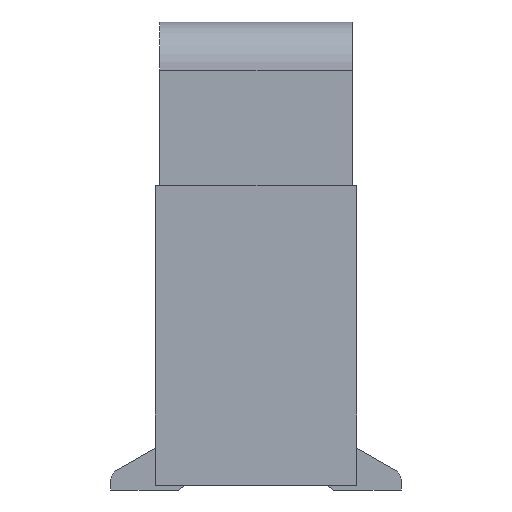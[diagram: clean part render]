
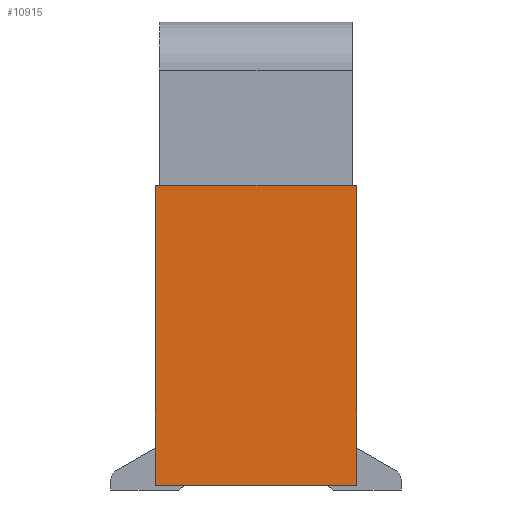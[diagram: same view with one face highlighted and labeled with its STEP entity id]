
A CAD part, left-side view. The second image highlights one B-rep face of the part: STEP entity #10915.
In plain terms, the highlighted planar face has unit normal (-1, 0, 0).
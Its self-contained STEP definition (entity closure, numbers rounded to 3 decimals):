
#687=ORIENTED_EDGE('',*,*,#3841,.T.);
#688=ORIENTED_EDGE('',*,*,#3835,.F.);
#689=ORIENTED_EDGE('',*,*,#3831,.F.);
#690=ORIENTED_EDGE('',*,*,#3842,.F.);
#691=ORIENTED_EDGE('',*,*,#3843,.F.);
#692=ORIENTED_EDGE('',*,*,#3838,.T.);
#3831=EDGE_CURVE('',#5375,#5366,#6532,.T.);
#3835=EDGE_CURVE('',#5366,#5377,#6536,.T.);
#3838=EDGE_CURVE('',#5380,#5379,#6539,.T.);
#3841=EDGE_CURVE('',#5379,#5377,#6542,.T.);
#3842=EDGE_CURVE('',#5382,#5375,#6543,.T.);
#3843=EDGE_CURVE('',#5380,#5382,#6544,.T.);
#5366=VERTEX_POINT('',#15686);
#5375=VERTEX_POINT('',#15719);
#5377=VERTEX_POINT('',#15728);
#5379=VERTEX_POINT('',#15733);
#5380=VERTEX_POINT('',#15735);
#5382=VERTEX_POINT('',#15742);
#6532=LINE('',#15720,#8089);
#6536=LINE('',#15727,#8093);
#6539=LINE('',#15734,#8096);
#6542=LINE('',#15740,#8099);
#6543=LINE('',#15741,#8100);
#6544=LINE('',#15743,#8101);
#8089=VECTOR('',#12657,1000.);
#8093=VECTOR('',#12665,1000.);
#8096=VECTOR('',#12670,1000.);
#8099=VECTOR('',#12675,1000.);
#8100=VECTOR('',#12676,1000.);
#8101=VECTOR('',#12677,1000.);
#9302=EDGE_LOOP('',(#687,#688,#689,#690,#691,#692));
#9851=FACE_BOUND('',#9302,.T.);
#10398=PLANE('',#11494);
#10915=ADVANCED_FACE('',(#9851),#10398,.F.);
#11494=AXIS2_PLACEMENT_3D('',#15739,#12673,#12674);
#12657=DIRECTION('',(0.,-1.,0.));
#12665=DIRECTION('',(0.,-1.,0.));
#12670=DIRECTION('',(0.,-1.,0.));
#12673=DIRECTION('',(1.,0.,0.));
#12674=DIRECTION('',(0.,0.,-1.));
#12675=DIRECTION('',(0.,0.,1.));
#12676=DIRECTION('',(0.,-1.,0.));
#12677=DIRECTION('',(0.,0.,1.));
#15686=CARTESIAN_POINT('',(-6.075,0.,-1.7));
#15719=CARTESIAN_POINT('',(-6.075,2.,-1.7));
#15720=CARTESIAN_POINT('',(-6.075,2.05,-1.7));
#15727=CARTESIAN_POINT('',(-6.075,2.05,-1.7));
#15728=CARTESIAN_POINT('',(-6.075,-0.05,-1.7));
#15733=CARTESIAN_POINT('',(-6.075,-0.05,-4.82));
#15734=CARTESIAN_POINT('',(-6.075,2.05,-4.82));
#15735=CARTESIAN_POINT('',(-6.075,2.05,-4.82));
#15739=CARTESIAN_POINT('',(-6.075,2.05,-4.82));
#15740=CARTESIAN_POINT('',(-6.075,-0.05,-4.82));
#15741=CARTESIAN_POINT('',(-6.075,2.05,-1.7));
#15742=CARTESIAN_POINT('',(-6.075,2.05,-1.7));
#15743=CARTESIAN_POINT('',(-6.075,2.05,-4.82));
